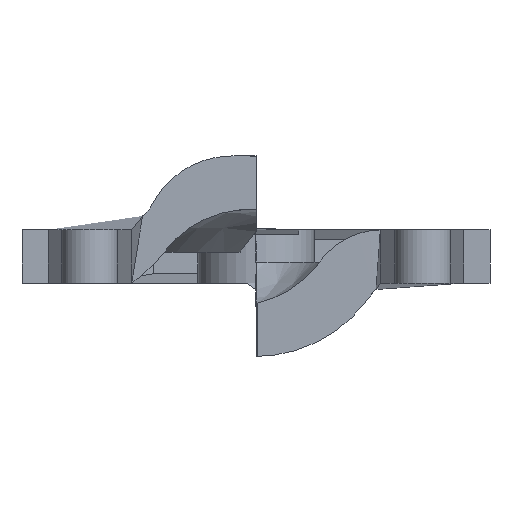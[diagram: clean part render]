
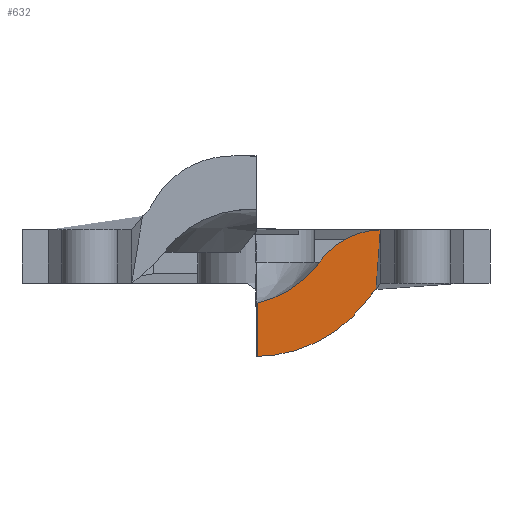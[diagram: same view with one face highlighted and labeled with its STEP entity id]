
A CAD part, front view. The second image highlights one B-rep face of the part: STEP entity #632.
In plain terms, the highlighted planar face has unit normal (0.004, 1, 0).
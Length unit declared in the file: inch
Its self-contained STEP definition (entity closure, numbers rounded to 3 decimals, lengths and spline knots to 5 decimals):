
#108 = VERTEX_POINT ( 'NONE', #795 ) ;
#115 = EDGE_CURVE ( 'NONE', #240, #108, #767, .T. ) ;
#240 = VERTEX_POINT ( 'NONE', #1053 ) ;
#348 = EDGE_LOOP ( 'NONE', ( #657, #583, #658, #660, #580 ) ) ;
#477 = VERTEX_POINT ( 'NONE', #1428 ) ;
#479 = EDGE_CURVE ( 'NONE', #477, #240, #1434, .T. ) ;
#578 = EDGE_CURVE ( 'NONE', #636, #581, #1758, .T. ) ;
#580 = ORIENTED_EDGE ( 'NONE', *, *, #656, .T. ) ;
#581 = VERTEX_POINT ( 'NONE', #1756 ) ;
#583 = ORIENTED_EDGE ( 'NONE', *, *, #479, .F. ) ;
#626 = EDGE_CURVE ( 'NONE', #636, #477, #1769, .T. ) ;
#632 = ADVANCED_FACE ( 'NONE', ( #1787 ), #1786, .T. ) ;
#636 = VERTEX_POINT ( 'NONE', #1847 ) ;
#656 = EDGE_CURVE ( 'NONE', #581, #108, #1708, .T. ) ;
#657 = ORIENTED_EDGE ( 'NONE', *, *, #115, .F. ) ;
#658 = ORIENTED_EDGE ( 'NONE', *, *, #626, .F. ) ;
#660 = ORIENTED_EDGE ( 'NONE', *, *, #578, .T. ) ;
#764 = DIRECTION ( 'NONE',  ( 0., 0., 1. ) ) ;
#765 = VECTOR ( 'NONE', #764, 39.37008 ) ;
#766 = CARTESIAN_POINT ( 'NONE',  ( 0.07533, 0.13966, 0.032 ) ) ;
#767 = LINE ( 'NONE', #766, #765 ) ;
#795 = CARTESIAN_POINT ( 'NONE',  ( 0.07533, 0.13983, 0.032 ) ) ;
#1053 = CARTESIAN_POINT ( 'NONE',  ( 0.07204, 0.13968, -0.00383 ) ) ;
#1354 = CARTESIAN_POINT ( 'NONE',  ( 0.07204, 0.13968, -0.00383 ) ) ;
#1355 = CARTESIAN_POINT ( 'NONE',  ( 0.07056, 0.13969, -0.00486 ) ) ;
#1377 = CARTESIAN_POINT ( 'NONE',  ( 0.06961, 0.13969, -0.00625 ) ) ;
#1378 = CARTESIAN_POINT ( 'NONE',  ( 0.06865, 0.13969, -0.00765 ) ) ;
#1379 = CARTESIAN_POINT ( 'NONE',  ( 0.06865, 0.13969, -0.00765 ) ) ;
#1380 = CARTESIAN_POINT ( 'NONE',  ( 0.06864, 0.13969, -0.00766 ) ) ;
#1381 = CARTESIAN_POINT ( 'NONE',  ( 0.06864, 0.13969, -0.00767 ) ) ;
#1382 = CARTESIAN_POINT ( 'NONE',  ( 0.05134, 0.13977, -0.03288 ) ) ;
#1428 = CARTESIAN_POINT ( 'NONE',  ( 0.00067, 0.14, -0.044 ) ) ;
#1434 =( BOUNDED_CURVE ( )  B_SPLINE_CURVE ( 3, ( #1446, #1445, #1382, #1381, #1380, #1379, #1378, #1377, #1355, #1354 ),
 .UNSPECIFIED., .F., .T. ) 
 B_SPLINE_CURVE_WITH_KNOTS ( ( 4, 3, 3, 4 ),
 ( 0., 0.00208, 0.00208, 0.00218 ),
 .UNSPECIFIED. ) 
 CURVE ( )  GEOMETRIC_REPRESENTATION_ITEM ( )  RATIONAL_B_SPLINE_CURVE ( ( 0.996, 0.771, 0.623, 0.553, 0.553, 0.553, 0.553, 0.553, 0.553, 0.553 ) ) 
 REPRESENTATION_ITEM ( '' )  );
#1445 = CARTESIAN_POINT ( 'NONE',  ( 0.02539, 0.13989, -0.0437 ) ) ;
#1446 = CARTESIAN_POINT ( 'NONE',  ( 0.00067, 0.14, -0.044 ) ) ;
#1626 = CARTESIAN_POINT ( 'NONE',  ( 0.03814, 0.13983, 0.01265 ) ) ;
#1683 = CARTESIAN_POINT ( 'NONE',  ( 0.04244, 0.13981, 0.01866 ) ) ;
#1697 = CARTESIAN_POINT ( 'NONE',  ( 0.07533, 0.13983, 0.032 ) ) ;
#1698 = CARTESIAN_POINT ( 'NONE',  ( 0.06792, 0.1397, 0.03193 ) ) ;
#1699 = CARTESIAN_POINT ( 'NONE',  ( 0.06095, 0.13973, 0.03019 ) ) ;
#1700 = CARTESIAN_POINT ( 'NONE',  ( 0.04788, 0.13979, 0.02338 ) ) ;
#1708 = B_SPLINE_CURVE_WITH_KNOTS ( 'NONE', 3,
 ( #1626, #1683, #1700, #1699, #1698, #1697 ),
 .UNSPECIFIED., .F., .F.,
 ( 4, 2, 4 ),
 ( 0., 0.5, 1. ),
 .UNSPECIFIED. ) ;
#1756 = CARTESIAN_POINT ( 'NONE',  ( 0.03814, 0.13983, 0.01265 ) ) ;
#1758 =( BOUNDED_CURVE ( )  B_SPLINE_CURVE ( 3, ( #1824, #1830, #1829, #1828 ),
 .UNSPECIFIED., .F., .T. ) 
 B_SPLINE_CURVE_WITH_KNOTS ( ( 4, 4 ),
 ( 0., 0.00117 ),
 .UNSPECIFIED. ) 
 CURVE ( )  GEOMETRIC_REPRESENTATION_ITEM ( )  RATIONAL_B_SPLINE_CURVE ( ( 0.996, 0.838, 0.727, 0.665 ) ) 
 REPRESENTATION_ITEM ( '' )  );
#1763 = DIRECTION ( 'NONE',  ( 0., 0., -1. ) ) ;
#1764 = VECTOR ( 'NONE', #1763, 39.37008 ) ;
#1765 = CARTESIAN_POINT ( 'NONE',  ( 0.00067, 0.14, 0. ) ) ;
#1769 = LINE ( 'NONE', #1765, #1764 ) ;
#1786 = PLANE ( 'NONE',  #1819 ) ;
#1787 = FACE_OUTER_BOUND ( 'NONE', #348, .T. ) ;
#1815 = DIRECTION ( 'NONE',  ( -1., 0.004, 0. ) ) ;
#1816 = DIRECTION ( 'NONE',  ( 0.004, 1., 0. ) ) ;
#1818 = CARTESIAN_POINT ( 'NONE',  ( 0.07573, 0.13966, -0.01417 ) ) ;
#1819 = AXIS2_PLACEMENT_3D ( 'NONE', #1818, #1816, #1815 ) ;
#1824 = CARTESIAN_POINT ( 'NONE',  ( 0.00067, 0.14, -0.01199 ) ) ;
#1828 = CARTESIAN_POINT ( 'NONE',  ( 0.03814, 0.13983, 0.01265 ) ) ;
#1829 = CARTESIAN_POINT ( 'NONE',  ( 0.02843, 0.13987, -0.00096 ) ) ;
#1830 = CARTESIAN_POINT ( 'NONE',  ( 0.01486, 0.13993, -0.00893 ) ) ;
#1847 = CARTESIAN_POINT ( 'NONE',  ( 0.00067, 0.14, -0.01199 ) ) ;
